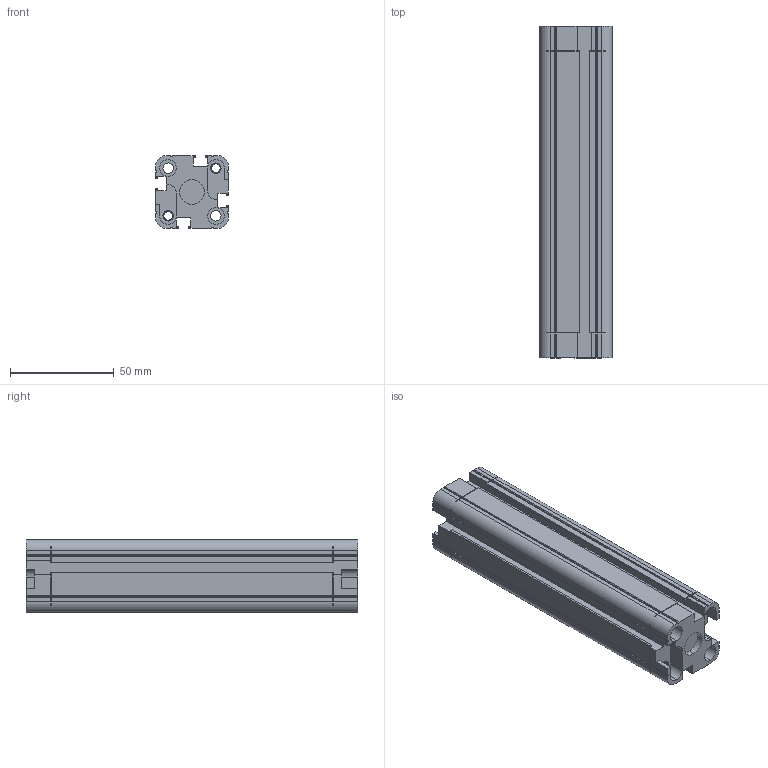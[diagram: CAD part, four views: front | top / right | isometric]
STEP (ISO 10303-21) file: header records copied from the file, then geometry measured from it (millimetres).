
FILE_DESCRIPTION (( 'STEP AP203' ), '1' );
FILE_NAME ('16cm Cylinder_Default_sldprt.STEP', '2023-10-19T05:32:57', ( '' ), ( '' ), 'SwSTEP 2.0', 'SolidWorks 2023', '' );
FILE_SCHEMA (( 'CONFIG_CONTROL_DESIGN' ));
Length unit declared in the file: millimetre
Products named in the file (1): 16cm Cylinder_Default_sldprt
Bounding box: 35 x 160 x 35 mm (x, y, z)
Volume: 111238 mm3; surface area: 52910.1 mm2
Topology: 1 solids, 1 shells, 307 faces, 874 edges, 576 vertices
Faces by surface type: plane 197, cylinder 104, bspline 6
Entity records: 11529 total; most frequent: CARTESIAN_POINT 3406, ORIENTED_EDGE 1748, DIRECTION 1636, EDGE_CURVE 874, LINE 616, VECTOR 616, VERTEX_POINT 576, AXIS2_PLACEMENT_3D 510
